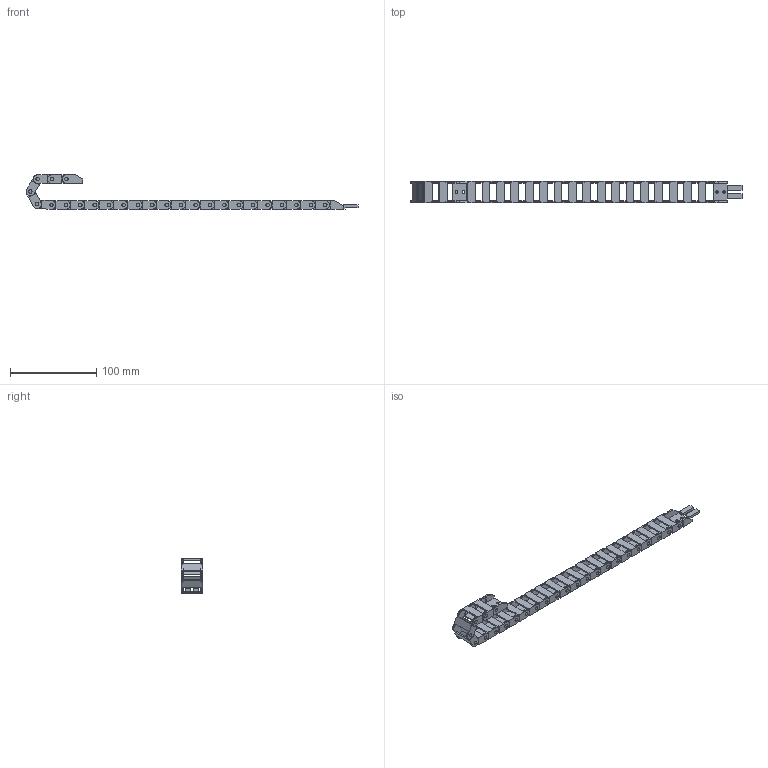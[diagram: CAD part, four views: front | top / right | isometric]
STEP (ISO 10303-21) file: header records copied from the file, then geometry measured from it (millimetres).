
FILE_DESCRIPTION(('no description'),'unknown implementation level');
FILE_NAME('0_4008m_04_20_015_0_1.stp',' ',('igus GmbH'),('CADClick - KiM GmbH - www.kimweb.de'),'unknown preprocess','ACIS','unknown authorization');
FILE_SCHEMA(('automotive_design'));
Length unit declared in the file: millimetre
Products named in the file (26): 0.4008m 04.20.015.0_1; 0.4008m 04.20.015.0_2; 0.4008m 04.20.015.0_3; 0.4008m 04.20.015.0_4; 0.4008m 04.20.015.0_5; 0.4008m 04.20.015.0_6; 0.4008m 04.20.015.0_7; 0.4008m 04.20.015.0_8; 0.4008m 04.20.015.0_9; 0.4008m 04.20.015.0_10; 0.4008m 04.20.015.0_11; 0.4008m 04.20.015.0_12; 0.4008m 04.20.015.0_13; 0.4008m 04.20.015.0_14; 0.4008m 04.20.015.0_15; 0.4008m 04.20.015.0_16; 0.4008m 04.20.015.0_17; 0.4008m 04.20.015.0_18; 0.4008m 04.20.015.0_19; 0.4008m 04.20.015.0_20; 0.4008m 04.20.015.0_21; 0.4008m 04.20.015.0_22; 0.4008m 04.20.015.0_23; 0.4008m 04.20.015.0_24; 0.4008m 04.20.015.0_25; 0.4008m 04.20.015.0
Bounding box: 384.87 x 25.3 x 40 mm (x, y, z)
Volume: 35044.2 mm3; surface area: 52981.1 mm2
Topology: 26 solids, 26 shells, 1034 faces, 2936 edges, 1956 vertices
Faces by surface type: plane 534, cylinder 500
Entity records: 67491 total; most frequent: DIRECTION 6056, STYLED_ITEM 5952, PRESENTATION_STYLE_ASSIGNMENT 5952, CARTESIAN_POINT 5952, COLOUR_RGB 5952, ORIENTED_EDGE 5872, EDGE_CURVE 2936, CURVE_STYLE 2936
